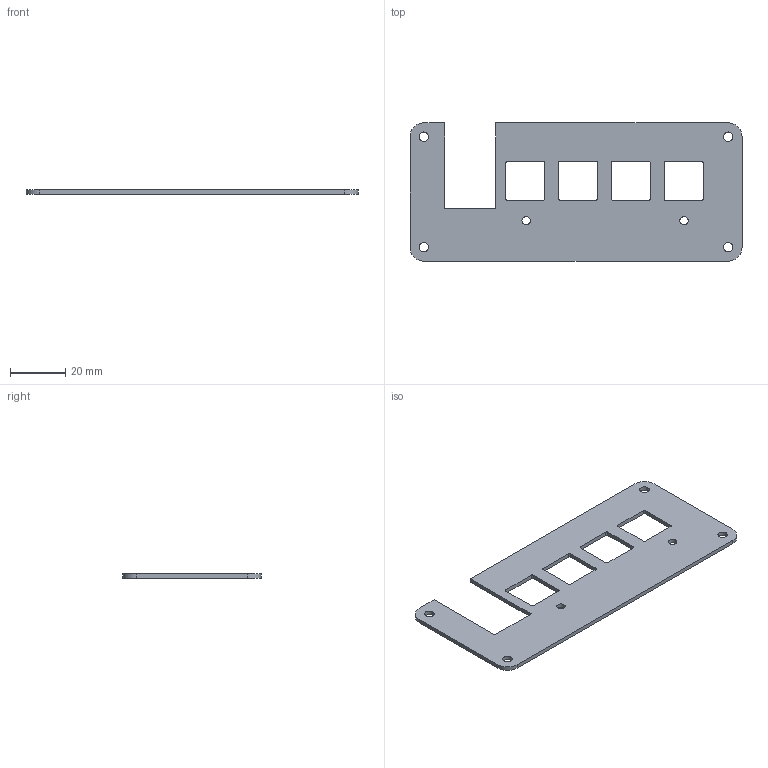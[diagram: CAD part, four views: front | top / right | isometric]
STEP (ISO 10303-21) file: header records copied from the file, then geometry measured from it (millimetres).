
FILE_DESCRIPTION(/* description */ ('','CAx-IF Rec.Pracs.---Representation and Presentation of Product Manufacturing Information (PMI)---4.0---2014-10-13'),/* implementation_level */ '2;1');
FILE_NAME(/* name */ 'top.step',/* time_stamp */ '2025-02-16T00:10:02-05:00',/* author */ (''),/* organization */ (''),/* preprocessor_version */ 'ST-DEVELOPER v20',/* originating_system */ 'Autodesk Translation Framework v13.20.0.188',/* authorisation */ '');
FILE_SCHEMA (('AP242_MANAGED_MODEL_BASED_3D_ENGINEERING_MIM_LF { 1 0 10303 442 1 1 4 }'));
Length unit declared in the file: millimetre
Products named in the file (1): ShortcutPad top
Bounding box: 119.8 x 49.9 x 1.5 mm (x, y, z)
Volume: 6821 mm3; surface area: 10139.9 mm2
Topology: 1 solids, 1 shells, 460 faces, 1296 edges, 864 vertices
Faces by surface type: bspline 276, plane 158, cylinder 26
Full cylindrical faces by diameter (mm): 3 x2, 3.4 x4
Entity records: 17425 total; most frequent: CARTESIAN_POINT 7313, ORIENTED_EDGE 2592, EDGE_CURVE 1296, DIRECTION 1166, VERTEX_POINT 864, LINE 692, VECTOR 692, B_SPLINE_CURVE_WITH_KNOTS 552
